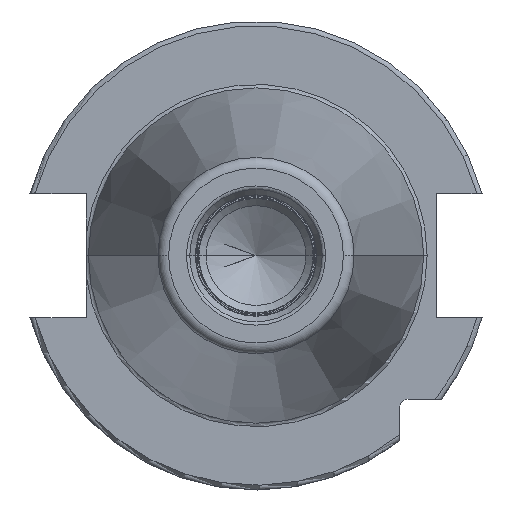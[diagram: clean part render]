
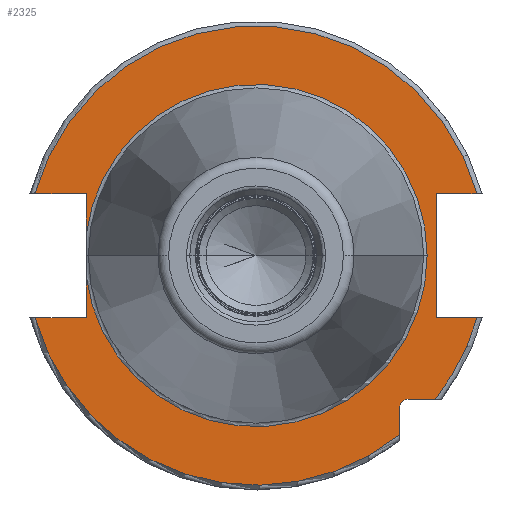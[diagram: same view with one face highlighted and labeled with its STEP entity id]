
A CAD part, left-side view. The second image highlights one B-rep face of the part: STEP entity #2325.
In plain terms, the highlighted planar face has unit normal (-1, 0, 0).
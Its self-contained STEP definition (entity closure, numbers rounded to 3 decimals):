
#117=CARTESIAN_POINT('',(3.2,0.,0.));
#118=DIRECTION('',(-1.,0.,0.));
#119=DIRECTION('',(0.,0.992,-0.124));
#120=AXIS2_PLACEMENT_3D('',#117,#118,#119);
#615=DIRECTION('',(0.,-1.,0.));
#616=VECTOR('',#615,5.654);
#617=CARTESIAN_POINT('',(3.2,-31.6,-29.85));
#618=LINE('',#617,#616);
#619=DIRECTION('',(0.,0.,1.));
#620=VECTOR('',#619,5.654);
#621=CARTESIAN_POINT('',(3.2,-29.85,-37.254));
#622=LINE('',#621,#620);
#623=CARTESIAN_POINT('',(3.2,0.,0.));
#624=DIRECTION('',(-1.,0.,0.));
#625=DIRECTION('',(0.,0.963,-0.27));
#626=AXIS2_PLACEMENT_3D('',#623,#624,#625);
#628=DIRECTION('',(0.,-1.,0.));
#629=VECTOR('',#628,10.661);
#630=CARTESIAN_POINT('',(3.2,45.961,-12.9));
#631=LINE('',#630,#629);
#632=DIRECTION('',(0.,0.,-1.));
#633=VECTOR('',#632,8.485);
#634=CARTESIAN_POINT('',(3.2,35.3,-4.415));
#635=LINE('',#634,#633);
#636=DIRECTION('',(0.,0.,-1.));
#637=VECTOR('',#636,8.485);
#638=CARTESIAN_POINT('',(3.2,35.3,12.9));
#639=LINE('',#638,#637);
#640=DIRECTION('',(0.,-1.,0.));
#641=VECTOR('',#640,10.661);
#642=CARTESIAN_POINT('',(3.2,45.961,12.9));
#643=LINE('',#642,#641);
#644=CARTESIAN_POINT('',(3.2,0.,0.));
#645=DIRECTION('',(1.,0.,0.));
#646=DIRECTION('',(0.,0.963,0.27));
#647=AXIS2_PLACEMENT_3D('',#644,#645,#646);
#649=DIRECTION('',(0.,1.,0.));
#650=VECTOR('',#649,8.461);
#651=CARTESIAN_POINT('',(3.2,-45.961,12.9));
#652=LINE('',#651,#650);
#653=DIRECTION('',(0.,0.,1.));
#654=VECTOR('',#653,25.8);
#655=CARTESIAN_POINT('',(3.2,-37.5,-12.9));
#656=LINE('',#655,#654);
#657=DIRECTION('',(0.,1.,0.));
#658=VECTOR('',#657,8.461);
#659=CARTESIAN_POINT('',(3.2,-45.961,-12.9));
#660=LINE('',#659,#658);
#661=CARTESIAN_POINT('',(3.2,0.,0.));
#662=DIRECTION('',(-1.,0.,0.));
#663=DIRECTION('',(0.,-0.78,-0.625));
#664=AXIS2_PLACEMENT_3D('',#661,#662,#663);
#675=CARTESIAN_POINT('',(3.2,-31.6,-31.6));
#676=DIRECTION('',(1.,0.,0.));
#677=DIRECTION('',(0.,1.,0.));
#678=AXIS2_PLACEMENT_3D('',#675,#676,#677);
#841=CARTESIAN_POINT('',(3.2,-37.254,-29.85));
#1063=CARTESIAN_POINT('',(3.2,0.,0.));
#1064=DIRECTION('',(1.,0.,0.));
#1065=DIRECTION('',(0.,0.992,0.124));
#1066=AXIS2_PLACEMENT_3D('',#1063,#1064,#1065);
#1286=CARTESIAN_POINT('',(3.2,-35.575,0.));
#1288=VERTEX_POINT('',#1286);
#1412=CARTESIAN_POINT('',(3.2,45.961,12.9));
#1413=CARTESIAN_POINT('',(3.2,35.3,12.9));
#1414=VERTEX_POINT('',#1412);
#1415=VERTEX_POINT('',#1413);
#1416=CARTESIAN_POINT('',(3.2,35.3,4.415));
#1417=VERTEX_POINT('',#1416);
#1418=CARTESIAN_POINT('',(3.2,35.3,-4.415));
#1419=CARTESIAN_POINT('',(3.2,35.3,-12.9));
#1420=VERTEX_POINT('',#1418);
#1421=VERTEX_POINT('',#1419);
#1422=CARTESIAN_POINT('',(3.2,45.961,-12.9));
#1423=VERTEX_POINT('',#1422);
#1424=CARTESIAN_POINT('',(3.2,-45.961,-12.9));
#1425=CARTESIAN_POINT('',(3.2,-37.5,-12.9));
#1426=VERTEX_POINT('',#1424);
#1427=VERTEX_POINT('',#1425);
#1428=CARTESIAN_POINT('',(3.2,-37.5,12.9));
#1429=VERTEX_POINT('',#1428);
#1430=CARTESIAN_POINT('',(3.2,-45.961,12.9));
#1431=VERTEX_POINT('',#1430);
#1465=CARTESIAN_POINT('',(3.2,-29.85,-37.254));
#1466=VERTEX_POINT('',#1465);
#1471=CARTESIAN_POINT('',(3.2,-29.85,-31.6));
#1472=CARTESIAN_POINT('',(3.2,-31.6,-29.85));
#1473=VERTEX_POINT('',#1471);
#1474=VERTEX_POINT('',#1472);
#1493=VERTEX_POINT('',#841);
#2297=CARTESIAN_POINT('',(3.2,0.,0.));
#2298=DIRECTION('',(1.,0.,0.));
#2299=DIRECTION('',(0.,-1.,0.));
#2300=AXIS2_PLACEMENT_3D('',#2297,#2298,#2299);
#2301=PLANE('',#2300);
#2303=ORIENTED_EDGE('',*,*,#2302,.F.);
#2305=ORIENTED_EDGE('',*,*,#2304,.F.);
#2307=ORIENTED_EDGE('',*,*,#2306,.F.);
#2309=ORIENTED_EDGE('',*,*,#2308,.F.);
#2310=ORIENTED_EDGE('',*,*,#1715,.T.);
#2311=ORIENTED_EDGE('',*,*,#1702,.F.);
#2312=ORIENTED_EDGE('',*,*,#1673,.T.);
#2314=ORIENTED_EDGE('',*,*,#2313,.F.);
#2315=ORIENTED_EDGE('',*,*,#1697,.F.);
#2316=ORIENTED_EDGE('',*,*,#2099,.F.);
#2317=ORIENTED_EDGE('',*,*,#2292,.T.);
#2318=ORIENTED_EDGE('',*,*,#2140,.T.);
#2319=ORIENTED_EDGE('',*,*,#1818,.F.);
#2320=ORIENTED_EDGE('',*,*,#2005,.F.);
#2322=ORIENTED_EDGE('',*,*,#2321,.F.);
#2323=EDGE_LOOP('',(#2303,#2305,#2307,#2309,#2310,#2311,#2312,#2314,#2315,#2316,
#2317,#2318,#2319,#2320,#2322));
#2324=FACE_OUTER_BOUND('',#2323,.F.);
#2325=ADVANCED_FACE('',(#2324),#2301,.F.);
#121=CIRCLE('',#120,35.575);
#627=CIRCLE('',#626,47.738);
#648=CIRCLE('',#647,47.738);
#665=CIRCLE('',#664,47.738);
#679=CIRCLE('',#678,1.75);
#1067=CIRCLE('',#1066,35.575);
#1673=EDGE_CURVE('',#1420,#1288,#121,.T.);
#1697=EDGE_CURVE('',#1415,#1417,#639,.T.);
#1702=EDGE_CURVE('',#1420,#1421,#635,.T.);
#1715=EDGE_CURVE('',#1423,#1421,#631,.T.);
#1818=EDGE_CURVE('',#1427,#1429,#656,.T.);
#2005=EDGE_CURVE('',#1426,#1427,#660,.T.);
#2099=EDGE_CURVE('',#1414,#1415,#643,.T.);
#2140=EDGE_CURVE('',#1431,#1429,#652,.T.);
#2292=EDGE_CURVE('',#1414,#1431,#648,.T.);
#2302=EDGE_CURVE('',#1474,#1493,#618,.T.);
#2304=EDGE_CURVE('',#1473,#1474,#679,.T.);
#2306=EDGE_CURVE('',#1466,#1473,#622,.T.);
#2308=EDGE_CURVE('',#1423,#1466,#627,.T.);
#2313=EDGE_CURVE('',#1417,#1288,#1067,.T.);
#2321=EDGE_CURVE('',#1493,#1426,#665,.T.);
